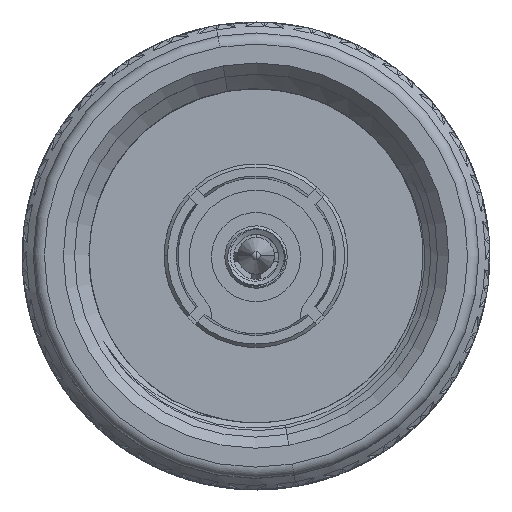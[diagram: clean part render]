
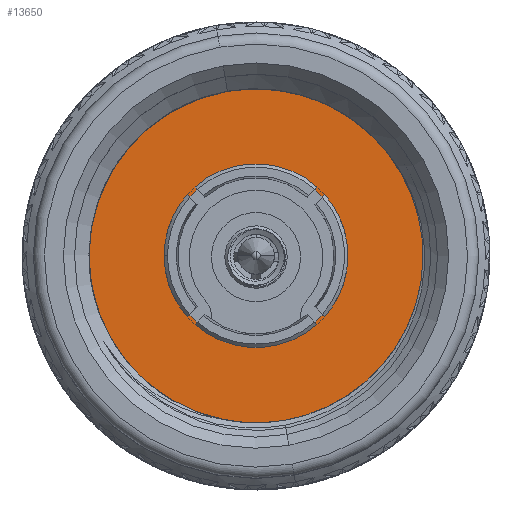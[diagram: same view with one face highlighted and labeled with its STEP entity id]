
A CAD part, top view. The second image highlights one B-rep face of the part: STEP entity #13650.
In plain terms, the highlighted planar face has unit normal (0, 0, 1).
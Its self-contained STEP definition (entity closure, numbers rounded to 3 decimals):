
#222 = DIRECTION ( 'NONE',  ( 0., 0., -1. ) ) ;
#1245 = CARTESIAN_POINT ( 'NONE',  ( 0., 0., 20.75 ) ) ;
#3499 = CARTESIAN_POINT ( 'NONE',  ( 4., 0., 20.75 ) ) ;
#5384 = CIRCLE ( 'NONE', #20882, 4. ) ;
#10570 = CARTESIAN_POINT ( 'NONE',  ( 0., 0., 20.75 ) ) ;
#11265 = DIRECTION ( 'NONE',  ( 0., 0., -1. ) ) ;
#13650 = ADVANCED_FACE ( 'NONE', ( #32022, #21621 ), #49780, .F. ) ;
#16421 = CARTESIAN_POINT ( 'NONE',  ( -7.85, 0., 20.75 ) ) ;
#18355 = DIRECTION ( 'NONE',  ( 0., 0., -1. ) ) ;
#19047 = EDGE_CURVE ( 'NONE', #44710, #82094, #5384, .T. ) ;
#20882 = AXIS2_PLACEMENT_3D ( 'NONE', #89679, #110010, #63348 ) ;
#21158 = VERTEX_POINT ( 'NONE', #51117 ) ;
#21621 = FACE_BOUND ( 'NONE', #35776, .T. ) ;
#27140 = CIRCLE ( 'NONE', #79834, 4. ) ;
#32022 = FACE_OUTER_BOUND ( 'NONE', #76409, .T. ) ;
#35776 = EDGE_LOOP ( 'NONE', ( #47637, #88415 ) ) ;
#37548 = DIRECTION ( 'NONE',  ( -1., 0., 0. ) ) ;
#44710 = VERTEX_POINT ( 'NONE', #3499 ) ;
#47637 = ORIENTED_EDGE ( 'NONE', *, *, #88255, .T. ) ;
#49780 = PLANE ( 'NONE',  #83300 ) ;
#51117 = CARTESIAN_POINT ( 'NONE',  ( 7.85, 0., 20.75 ) ) ;
#53879 = CARTESIAN_POINT ( 'NONE',  ( 0., 0., 20.75 ) ) ;
#54492 = DIRECTION ( 'NONE',  ( -1., 0., 0. ) ) ;
#56952 = CIRCLE ( 'NONE', #64786, 7.85 ) ;
#59573 = CARTESIAN_POINT ( 'NONE',  ( 0., 0., 20.75 ) ) ;
#61813 = VERTEX_POINT ( 'NONE', #16421 ) ;
#63348 = DIRECTION ( 'NONE',  ( -1., 0., 0. ) ) ;
#64647 = EDGE_CURVE ( 'NONE', #21158, #61813, #98729, .T. ) ;
#64786 = AXIS2_PLACEMENT_3D ( 'NONE', #1245, #113975, #93045 ) ;
#76409 = EDGE_LOOP ( 'NONE', ( #77037, #116578 ) ) ;
#77037 = ORIENTED_EDGE ( 'NONE', *, *, #102890, .F. ) ;
#77643 = CARTESIAN_POINT ( 'NONE',  ( -4., 0., 20.75 ) ) ;
#79834 = AXIS2_PLACEMENT_3D ( 'NONE', #10570, #222, #37548 ) ;
#82094 = VERTEX_POINT ( 'NONE', #77643 ) ;
#83300 = AXIS2_PLACEMENT_3D ( 'NONE', #59573, #11265, #87131 ) ;
#87131 = DIRECTION ( 'NONE',  ( -1., 0., 0. ) ) ;
#88255 = EDGE_CURVE ( 'NONE', #82094, #44710, #27140, .T. ) ;
#88415 = ORIENTED_EDGE ( 'NONE', *, *, #19047, .T. ) ;
#89679 = CARTESIAN_POINT ( 'NONE',  ( 0., 0., 20.75 ) ) ;
#92829 = AXIS2_PLACEMENT_3D ( 'NONE', #53879, #18355, #54492 ) ;
#93045 = DIRECTION ( 'NONE',  ( -1., 0., 0. ) ) ;
#98729 = CIRCLE ( 'NONE', #92829, 7.85 ) ;
#102890 = EDGE_CURVE ( 'NONE', #61813, #21158, #56952, .T. ) ;
#110010 = DIRECTION ( 'NONE',  ( 0., 0., -1. ) ) ;
#113975 = DIRECTION ( 'NONE',  ( 0., 0., -1. ) ) ;
#116578 = ORIENTED_EDGE ( 'NONE', *, *, #64647, .F. ) ;
